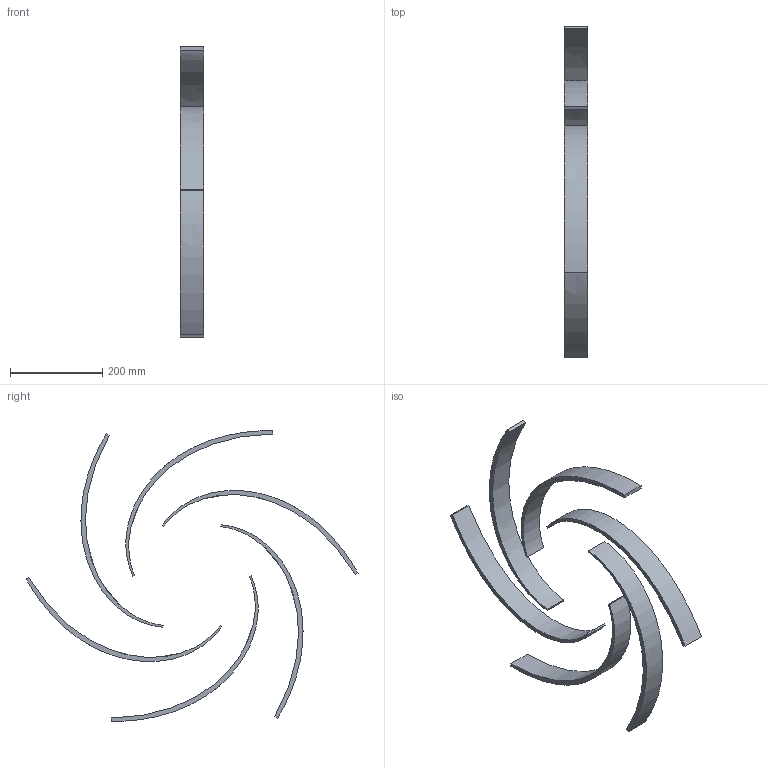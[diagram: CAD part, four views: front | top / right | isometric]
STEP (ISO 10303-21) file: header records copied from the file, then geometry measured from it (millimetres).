
FILE_DESCRIPTION(('Open CASCADE Model'),'2;1');
FILE_NAME('Open CASCADE Shape Model','2025-05-27T18:21:43',('Author'),( 'Open CASCADE'),'Open CASCADE STEP processor 7.7','Open CASCADE 7.7' ,'Unknown');
FILE_SCHEMA(('AUTOMOTIVE_DESIGN { 1 0 10303 214 1 1 1 1 }'));
Length unit declared in the file: millimetre
Products named in the file (7): Open CASCADE STEP translator 7.7 11; Open CASCADE STEP translator 7.7 11.1; Open CASCADE STEP translator 7.7 11.2; Open CASCADE STEP translator 7.7 11.3; Open CASCADE STEP translator 7.7 11.4; Open CASCADE STEP translator 7.7 11.5; Open CASCADE STEP translator 7.7 11.6
Assembly tree (6 placements, depth 2):
  Open CASCADE STEP translator 7.7 11
    Open CASCADE STEP translator 7.7 11.1
    Open CASCADE STEP translator 7.7 11.2
    Open CASCADE STEP translator 7.7 11.3
    Open CASCADE STEP translator 7.7 11.4
    Open CASCADE STEP translator 7.7 11.5
    Open CASCADE STEP translator 7.7 11.6
Bounding box: 50 x 721.73 x 631.31 mm (x, y, z)
Volume: 1289943.5 mm3; surface area: 362265.4 mm2
Topology: 6 solids, 6 shells, 36 faces, 72 edges, 48 vertices
Faces by surface type: plane 24, extrusion 12
Entity records: 2584 total; most frequent: CARTESIAN_POINT 1027, DIRECTION 242, VECTOR 180, LINE 168, ORIENTED_EDGE 144, PCURVE 144, DEFINITIONAL_REPRESENTATION 144, EDGE_CURVE 72
